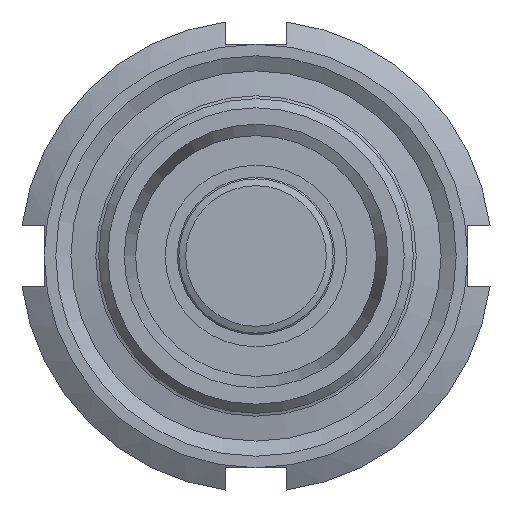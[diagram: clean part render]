
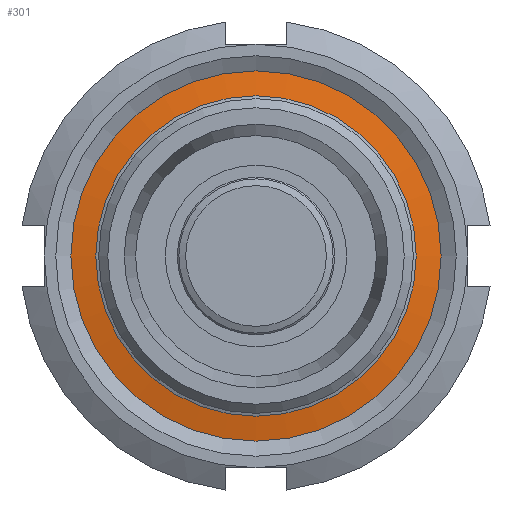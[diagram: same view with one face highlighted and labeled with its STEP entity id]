
A CAD part, left-side view. The second image highlights one B-rep face of the part: STEP entity #301.
In plain terms, the highlighted conical face has half-angle 80 degrees and reference radius 28.25 mm.
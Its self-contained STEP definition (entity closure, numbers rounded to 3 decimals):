
#250=CARTESIAN_POINT('',(-15.062,26.479,0.));
#251=VERTEX_POINT('',#250);
#252=CARTESIAN_POINT('',(-15.062,0.0,0.));
#253=DIRECTION('',(-1.0,0.0,0.0));
#254=DIRECTION('',(0.0,-1.0,0.0));
#255=AXIS2_PLACEMENT_3D('',#252,#253,#254);
#256=CIRCLE('',#255,26.479);
#257=EDGE_CURVE('',#251,#251,#256,.T.);
#282=CARTESIAN_POINT('',(-14.749,0.0,0.0));
#283=DIRECTION('',(1.0,0.0,0.0));
#284=DIRECTION('',(0.0,1.0,0.0));
#285=AXIS2_PLACEMENT_3D('',#282,#283,#284);
#286=CONICAL_SURFACE('',#285,28.25,80.);
#287=CARTESIAN_POINT('',(-14.,32.5,0.0));
#288=VERTEX_POINT('',#287);
#289=CARTESIAN_POINT('',(-14.,0.0,0.0));
#290=DIRECTION('',(1.0,0.0,0.0));
#291=DIRECTION('',(0.0,1.0,0.0));
#292=AXIS2_PLACEMENT_3D('',#289,#290,#291);
#293=CIRCLE('',#292,32.5);
#294=EDGE_CURVE('',#288,#288,#293,.T.);
#295=ORIENTED_EDGE('',*,*,#294,.F.);
#296=EDGE_LOOP('',(#295));
#297=FACE_OUTER_BOUND('',#296,.T.);
#298=ORIENTED_EDGE('',*,*,#257,.F.);
#299=EDGE_LOOP('',(#298));
#300=FACE_BOUND('',#299,.T.);
#301=ADVANCED_FACE('',(#297,#300),#286,.T.);
